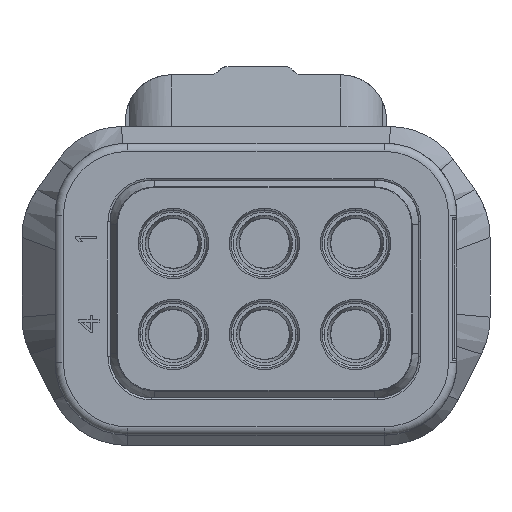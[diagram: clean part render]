
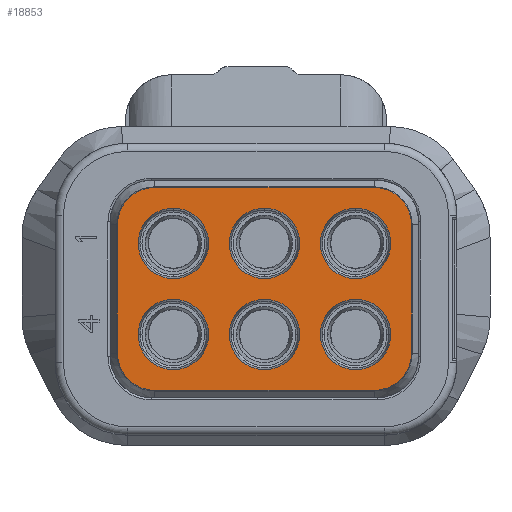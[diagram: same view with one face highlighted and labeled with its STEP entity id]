
A CAD part, front view. The second image highlights one B-rep face of the part: STEP entity #18853.
In plain terms, the highlighted planar face has unit normal (0, -1, 0).
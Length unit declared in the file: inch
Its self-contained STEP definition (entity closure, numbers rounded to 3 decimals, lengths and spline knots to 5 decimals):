
#2600=CARTESIAN_POINT('',(-11.57098,-2.07278,
2.10827));
#2601=DIRECTION('',(0.,1.,0.));
#2602=DIRECTION('',(-1.,0.,0.));
#2603=AXIS2_PLACEMENT_3D('',#2600,#2601,#2602);
#2609=CARTESIAN_POINT('',(-11.57098,-2.07278,
2.10827));
#2610=DIRECTION('',(0.,-1.,0.));
#2611=DIRECTION('',(-1.,0.,0.));
#2612=AXIS2_PLACEMENT_3D('',#2609,#2610,#2611);
#2618=CARTESIAN_POINT('',(-11.48436,-2.07278,
2.19488));
#2619=DIRECTION('',(0.,-1.,0.));
#2620=DIRECTION('',(0.,0.,-1.));
#2621=AXIS2_PLACEMENT_3D('',#2618,#2619,#2620);
#2623=CARTESIAN_POINT('',(-11.48436,-2.07278,
2.19488));
#2624=DIRECTION('',(0.,1.,0.));
#2625=DIRECTION('',(0.,0.,-1.));
#2626=AXIS2_PLACEMENT_3D('',#2623,#2624,#2625);
#2628=CARTESIAN_POINT('',(-11.57098,-2.07278,
2.19488));
#2629=DIRECTION('',(0.,1.,0.));
#2630=DIRECTION('',(0.,0.,-1.));
#2631=AXIS2_PLACEMENT_3D('',#2628,#2629,#2630);
#2633=CARTESIAN_POINT('',(-11.57098,-2.07278,
2.19488));
#2634=DIRECTION('',(0.,1.,0.));
#2635=DIRECTION('',(0.,0.,1.));
#2636=AXIS2_PLACEMENT_3D('',#2633,#2634,#2635);
#2638=CARTESIAN_POINT('',(-11.39775,-2.07278,
2.19488));
#2639=DIRECTION('',(0.,-1.,0.));
#2640=DIRECTION('',(0.,0.,-1.));
#2641=AXIS2_PLACEMENT_3D('',#2638,#2639,#2640);
#2643=CARTESIAN_POINT('',(-11.39775,-2.07278,
2.19488));
#2644=DIRECTION('',(0.,-1.,0.));
#2645=DIRECTION('',(0.,0.,1.));
#2646=AXIS2_PLACEMENT_3D('',#2643,#2644,#2645);
#2648=CARTESIAN_POINT('',(-11.38003,-2.07278,
2.09055));
#2649=DIRECTION('',(0.,1.,0.));
#2650=DIRECTION('',(1.,0.,0.));
#2651=AXIS2_PLACEMENT_3D('',#2648,#2649,#2650);
#2653=DIRECTION('',(-1.,0.,0.));
#2654=VECTOR('',#2653,0.20866);
#2655=CARTESIAN_POINT('',(-11.38003,-2.07278,
2.05512));
#2656=LINE('',#2655,#2654);
#2657=CARTESIAN_POINT('',(-11.58869,-2.07278,
2.09055));
#2658=DIRECTION('',(0.,-1.,0.));
#2659=DIRECTION('',(-1.,0.,0.));
#2660=AXIS2_PLACEMENT_3D('',#2657,#2658,#2659);
#2662=CARTESIAN_POINT('',(-11.58869,-2.07278,
2.2126));
#2663=DIRECTION('',(0.,1.,0.));
#2664=DIRECTION('',(-1.,0.,0.));
#2665=AXIS2_PLACEMENT_3D('',#2662,#2663,#2664);
#2667=CARTESIAN_POINT('',(-11.38003,-2.07278,
2.2126));
#2668=DIRECTION('',(0.,-1.,0.));
#2669=DIRECTION('',(1.,0.,0.));
#2670=AXIS2_PLACEMENT_3D('',#2667,#2668,#2669);
#2672=CARTESIAN_POINT('',(-11.48436,-2.07278,
2.10827));
#2673=DIRECTION('',(0.,1.,0.));
#2674=DIRECTION('',(1.,0.,0.));
#2675=AXIS2_PLACEMENT_3D('',#2672,#2673,#2674);
#2685=CARTESIAN_POINT('',(-11.48436,-2.07278,
2.10827));
#2686=DIRECTION('',(0.,1.,0.));
#2687=DIRECTION('',(-1.,0.,0.));
#2688=AXIS2_PLACEMENT_3D('',#2685,#2686,#2687);
#2728=CARTESIAN_POINT('',(-11.39775,-2.07278,
2.10827));
#2729=DIRECTION('',(0.,1.,0.));
#2730=DIRECTION('',(1.,0.,0.));
#2731=AXIS2_PLACEMENT_3D('',#2728,#2729,#2730);
#2733=CARTESIAN_POINT('',(-11.39775,-2.07278,
2.10827));
#2734=DIRECTION('',(0.,-1.,0.));
#2735=DIRECTION('',(1.,0.,0.));
#2736=AXIS2_PLACEMENT_3D('',#2733,#2734,#2735);
#2851=DIRECTION('',(0.,0.,1.));
#2852=VECTOR('',#2851,0.12205);
#2853=CARTESIAN_POINT('',(-11.3446,-2.07278,
2.09055));
#2854=LINE('',#2853,#2852);
#2868=DIRECTION('',(-1.,0.,0.));
#2869=VECTOR('',#2868,0.20866);
#2870=CARTESIAN_POINT('',(-11.38003,-2.07278,
2.24803));
#2871=LINE('',#2870,#2869);
#2889=DIRECTION('',(0.,0.,1.));
#2890=VECTOR('',#2889,0.12205);
#2891=CARTESIAN_POINT('',(-11.62413,-2.07278,
2.09055));
#2892=LINE('',#2891,#2890);
#11758=CARTESIAN_POINT('',(-11.3446,-2.07278,
2.2126));
#11759=CARTESIAN_POINT('',(-11.38003,-2.07278,
2.24803));
#11760=VERTEX_POINT('',#11758);
#11761=VERTEX_POINT('',#11759);
#11850=CARTESIAN_POINT('',(-11.39775,-2.07278,
2.16142));
#11851=CARTESIAN_POINT('',(-11.39775,-2.07278,
2.22835));
#11852=VERTEX_POINT('',#11850);
#11853=VERTEX_POINT('',#11851);
#11870=CARTESIAN_POINT('',(-11.62413,-2.07278,
2.2126));
#11871=CARTESIAN_POINT('',(-11.58869,-2.07278,
2.24803));
#11872=VERTEX_POINT('',#11870);
#11873=VERTEX_POINT('',#11871);
#11962=CARTESIAN_POINT('',(-11.57098,-2.07278,
2.16142));
#11963=CARTESIAN_POINT('',(-11.57098,-2.07278,
2.22835));
#11964=VERTEX_POINT('',#11962);
#11965=VERTEX_POINT('',#11963);
#12063=CARTESIAN_POINT('',(-11.48436,-2.07278,
2.22835));
#12065=VERTEX_POINT('',#12063);
#12067=CARTESIAN_POINT('',(-11.48436,-2.07278,
2.16142));
#12069=VERTEX_POINT('',#12067);
#12123=CARTESIAN_POINT('',(-11.51783,-2.07278,
2.10827));
#12125=VERTEX_POINT('',#12123);
#12212=CARTESIAN_POINT('',(-11.53751,-2.07278,
2.10827));
#12214=VERTEX_POINT('',#12212);
#12216=CARTESIAN_POINT('',(-11.60444,-2.07278,
2.10827));
#12218=VERTEX_POINT('',#12216);
#12353=CARTESIAN_POINT('',(-11.4509,-2.07278,
2.10827));
#12355=VERTEX_POINT('',#12353);
#12357=CARTESIAN_POINT('',(-11.43121,-2.07278,
2.10827));
#12359=VERTEX_POINT('',#12357);
#12361=CARTESIAN_POINT('',(-11.36428,-2.07278,
2.10827));
#12363=VERTEX_POINT('',#12361);
#12390=CARTESIAN_POINT('',(-11.3446,-2.07278,
2.09055));
#12391=CARTESIAN_POINT('',(-11.38003,-2.07278,
2.05512));
#12392=VERTEX_POINT('',#12390);
#12393=VERTEX_POINT('',#12391);
#12394=CARTESIAN_POINT('',(-11.58869,-2.07278,
2.05512));
#12395=VERTEX_POINT('',#12394);
#12396=CARTESIAN_POINT('',(-11.62413,-2.07278,
2.09055));
#12397=VERTEX_POINT('',#12396);
#18797=CARTESIAN_POINT('',(-11.55129,-2.07278,
1.95472));
#18798=DIRECTION('',(0.,-1.,0.));
#18799=DIRECTION('',(1.,0.,0.));
#18800=AXIS2_PLACEMENT_3D('',#18797,#18798,#18799);
#18801=PLANE('',#18800);
#18803=ORIENTED_EDGE('',*,*,#18802,.T.);
#18805=ORIENTED_EDGE('',*,*,#18804,.T.);
#18807=ORIENTED_EDGE('',*,*,#18806,.F.);
#18809=ORIENTED_EDGE('',*,*,#18808,.T.);
#18811=ORIENTED_EDGE('',*,*,#18810,.T.);
#18813=ORIENTED_EDGE('',*,*,#18812,.F.);
#18815=ORIENTED_EDGE('',*,*,#18814,.F.);
#18817=ORIENTED_EDGE('',*,*,#18816,.F.);
#18818=EDGE_LOOP('',(#18803,#18805,#18807,#18809,#18811,#18813,#18815,#18817));
#18819=FACE_OUTER_BOUND('',#18818,.F.);
#18821=ORIENTED_EDGE('',*,*,#18820,.F.);
#18823=ORIENTED_EDGE('',*,*,#18822,.T.);
#18824=EDGE_LOOP('',(#18821,#18823));
#18825=FACE_BOUND('',#18824,.F.);
#18826=ORIENTED_EDGE('',*,*,#18783,.T.);
#18827=ORIENTED_EDGE('',*,*,#18765,.F.);
#18828=EDGE_LOOP('',(#18826,#18827));
#18829=FACE_BOUND('',#18828,.F.);
#18831=ORIENTED_EDGE('',*,*,#18830,.T.);
#18833=ORIENTED_EDGE('',*,*,#18832,.F.);
#18834=EDGE_LOOP('',(#18831,#18833));
#18835=FACE_BOUND('',#18834,.F.);
#18837=ORIENTED_EDGE('',*,*,#18836,.F.);
#18839=ORIENTED_EDGE('',*,*,#18838,.F.);
#18840=EDGE_LOOP('',(#18837,#18839));
#18841=FACE_BOUND('',#18840,.F.);
#18843=ORIENTED_EDGE('',*,*,#18842,.T.);
#18844=ORIENTED_EDGE('',*,*,#12996,.T.);
#18845=EDGE_LOOP('',(#18843,#18844));
#18846=FACE_BOUND('',#18845,.F.);
#18848=ORIENTED_EDGE('',*,*,#18847,.F.);
#18850=ORIENTED_EDGE('',*,*,#18849,.F.);
#18851=EDGE_LOOP('',(#18848,#18850));
#18852=FACE_BOUND('',#18851,.F.);
#18853=ADVANCED_FACE('',(#18819,#18825,#18829,#18835,#18841,#18846,#18852),
#18801,.T.);
#2604=CIRCLE('',#2603,0.03346);
#2613=CIRCLE('',#2612,0.03346);
#2622=CIRCLE('',#2621,0.03346);
#2627=CIRCLE('',#2626,0.03346);
#2632=CIRCLE('',#2631,0.03346);
#2637=CIRCLE('',#2636,0.03346);
#2642=CIRCLE('',#2641,0.03346);
#2647=CIRCLE('',#2646,0.03346);
#2652=CIRCLE('',#2651,0.03543);
#2661=CIRCLE('',#2660,0.03543);
#2666=CIRCLE('',#2665,0.03543);
#2671=CIRCLE('',#2670,0.03543);
#2676=CIRCLE('',#2675,0.03346);
#2689=CIRCLE('',#2688,0.03346);
#2732=CIRCLE('',#2731,0.03346);
#2737=CIRCLE('',#2736,0.03346);
#12996=EDGE_CURVE('',#11853,#11852,#2647,.T.);
#18765=EDGE_CURVE('',#12218,#12214,#2604,.T.);
#18783=EDGE_CURVE('',#12218,#12214,#2613,.T.);
#18802=EDGE_CURVE('',#12392,#12393,#2652,.T.);
#18804=EDGE_CURVE('',#12393,#12395,#2656,.T.);
#18806=EDGE_CURVE('',#12397,#12395,#2661,.T.);
#18808=EDGE_CURVE('',#12397,#11872,#2892,.T.);
#18810=EDGE_CURVE('',#11872,#11873,#2666,.T.);
#18812=EDGE_CURVE('',#11761,#11873,#2871,.T.);
#18814=EDGE_CURVE('',#11760,#11761,#2671,.T.);
#18816=EDGE_CURVE('',#12392,#11760,#2854,.T.);
#18820=EDGE_CURVE('',#12363,#12359,#2732,.T.);
#18822=EDGE_CURVE('',#12363,#12359,#2737,.T.);
#18830=EDGE_CURVE('',#12069,#12065,#2622,.T.);
#18832=EDGE_CURVE('',#12069,#12065,#2627,.T.);
#18836=EDGE_CURVE('',#11964,#11965,#2632,.T.);
#18838=EDGE_CURVE('',#11965,#11964,#2637,.T.);
#18842=EDGE_CURVE('',#11852,#11853,#2642,.T.);
#18847=EDGE_CURVE('',#12355,#12125,#2676,.T.);
#18849=EDGE_CURVE('',#12125,#12355,#2689,.T.);
